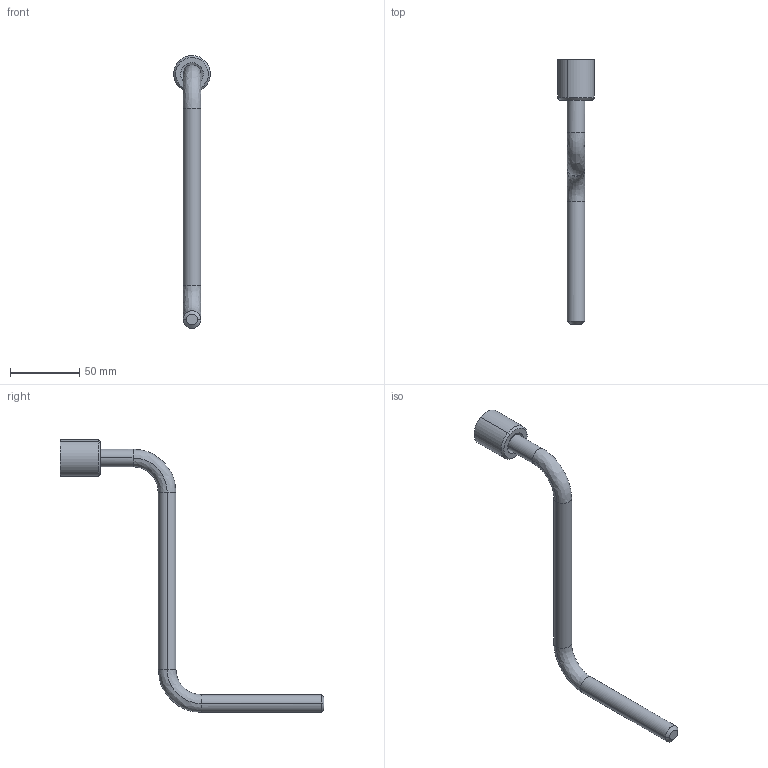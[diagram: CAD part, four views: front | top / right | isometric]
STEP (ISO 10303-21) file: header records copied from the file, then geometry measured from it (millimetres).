
FILE_DESCRIPTION(('FreeCAD Model'),'2;1');
FILE_NAME('Open CASCADE Shape Model','2025-05-04T13:02:00',('FreeCAD'),( 'FreeCAD'),'Open CASCADE STEP processor 7.6','FreeCAD','Unknown');
FILE_SCHEMA(('AUTOMOTIVE_DESIGN { 1 0 10303 214 1 1 1 1 }'));
Length unit declared in the file: millimetre
Products named in the file (1): Open CASCADE STEP translator 7.6 1
Bounding box: 26.55 x 190.78 x 197.17 mm (x, y, z)
Volume: 49760.5 mm3; surface area: 18124 mm2
Topology: 1 solids, 7 shells, 40 faces, 84 edges, 54 vertices
Faces by surface type: bspline 40
Entity records: 1228 total; most frequent: CARTESIAN_POINT 721, ORIENTED_EDGE 150, EDGE_CURVE 84, VERTEX_POINT 54, B_SPLINE_CURVE_WITH_KNOTS 50, FACE_BOUND 42, EDGE_LOOP 42, ADVANCED_FACE 40
